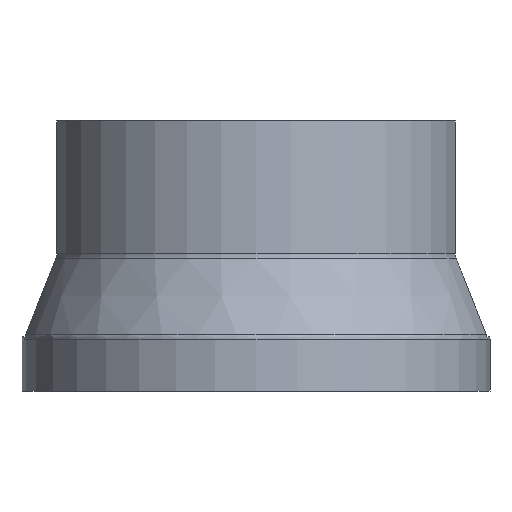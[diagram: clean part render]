
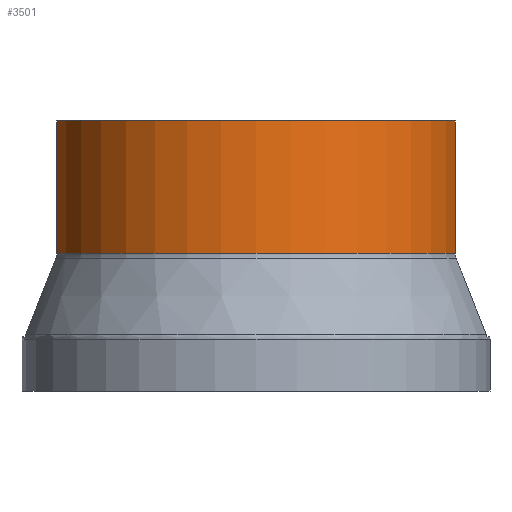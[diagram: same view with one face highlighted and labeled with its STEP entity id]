
A CAD part, left-side view. The second image highlights one B-rep face of the part: STEP entity #3501.
In plain terms, the highlighted cylindrical face has radius 22.5 mm (diameter 45 mm), a partial arc.
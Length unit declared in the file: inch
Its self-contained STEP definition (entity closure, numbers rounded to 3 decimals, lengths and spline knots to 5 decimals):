
#149=CARTESIAN_POINT('',(0.,0.,0.));
#150=DIRECTION('',(0.,0.,1.));
#151=DIRECTION('',(-0.178,0.984,0.));
#152=AXIS2_PLACEMENT_3D('',#149,#150,#151);
#158=DIRECTION('',(0.,0.,-1.));
#159=VECTOR('',#158,0.57947);
#160=CARTESIAN_POINT('',(-0.15748,-0.87172,0.));
#161=LINE('',#160,#159);
#162=CARTESIAN_POINT('',(0.,0.,-0.57947));
#163=DIRECTION('',(0.,0.,-1.));
#164=DIRECTION('',(-0.178,-0.984,0.));
#165=AXIS2_PLACEMENT_3D('',#162,#163,#164);
#167=DIRECTION('',(0.,0.,-1.));
#168=VECTOR('',#167,0.57947);
#169=CARTESIAN_POINT('',(-0.15748,0.87172,0.));
#170=LINE('',#169,#168);
#3076=CARTESIAN_POINT('',(-0.15748,0.87172,0.));
#3077=CARTESIAN_POINT('',(-0.15748,-0.87172,0.));
#3078=VERTEX_POINT('',#3076);
#3079=VERTEX_POINT('',#3077);
#3175=CARTESIAN_POINT('',(-0.15748,0.87172,
-0.57947));
#3176=VERTEX_POINT('',#3175);
#3177=CARTESIAN_POINT('',(-0.15748,-0.87172,
-0.57947));
#3178=VERTEX_POINT('',#3177);
#3488=CARTESIAN_POINT('',(0.,0.,0.05906));
#3489=DIRECTION('',(0.,0.,-1.));
#3490=DIRECTION('',(0.,-1.,0.));
#3491=AXIS2_PLACEMENT_3D('',#3488,#3489,#3490);
#3492=CYLINDRICAL_SURFACE('',#3491,0.88583);
#3493=ORIENTED_EDGE('',*,*,#3481,.T.);
#3494=ORIENTED_EDGE('',*,*,#3451,.T.);
#3496=ORIENTED_EDGE('',*,*,#3495,.T.);
#3498=ORIENTED_EDGE('',*,*,#3497,.F.);
#3499=EDGE_LOOP('',(#3493,#3494,#3496,#3498));
#3500=FACE_OUTER_BOUND('',#3499,.F.);
#3501=ADVANCED_FACE('',(#3500),#3492,.T.);
#153=CIRCLE('',#152,0.88583);
#166=CIRCLE('',#165,0.88583);
#3451=EDGE_CURVE('',#3079,#3178,#161,.T.);
#3481=EDGE_CURVE('',#3078,#3079,#153,.T.);
#3495=EDGE_CURVE('',#3178,#3176,#166,.T.);
#3497=EDGE_CURVE('',#3078,#3176,#170,.T.);
